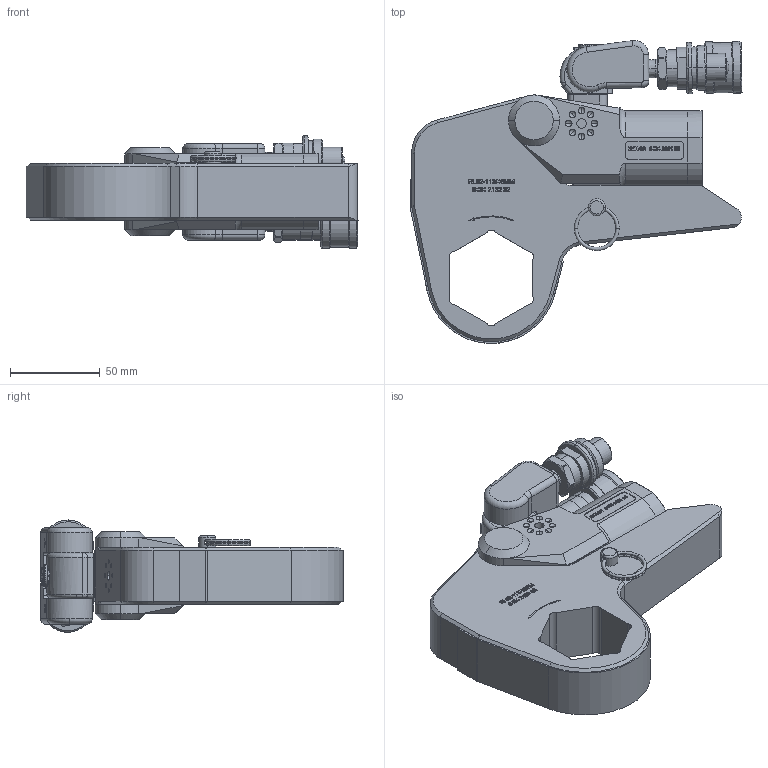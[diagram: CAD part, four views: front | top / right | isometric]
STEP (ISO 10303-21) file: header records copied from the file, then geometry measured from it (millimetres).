
FILE_DESCRIPTION (( 'STEP AP203' ), '1' );
FILE_NAME ('RTX-02 with RL02#05 [1-13_16in-46mm].STEP', '2018-03-13T15:28:05', ( '' ), ( '' ), 'SwSTEP 2.0', 'SolidWorks 2017', '' );
FILE_SCHEMA (( 'CONFIG_CONTROL_DESIGN' ));
Products named in the file (1): RTX-02 with RL02#05 [1-13_16in-46mm]
Bounding box: 185.1 x 168.9 x 62.49 mm (x, y, z)
Volume: 584818.9 mm3; surface area: 105557.9 mm2
Topology: 5 solids, 5 shells, 1544 faces, 4081 edges, 2692 vertices
Faces by surface type: plane 674, bspline 424, cylinder 227, torus 102, cone 67, sphere 50
Entity records: 73710 total; most frequent: CARTESIAN_POINT 38148, ORIENTED_EDGE 8094, DIRECTION 5996, EDGE_CURVE 4047, VERTEX_POINT 2676, LINE 2216, VECTOR 2216, AXIS2_PLACEMENT_3D 1890
